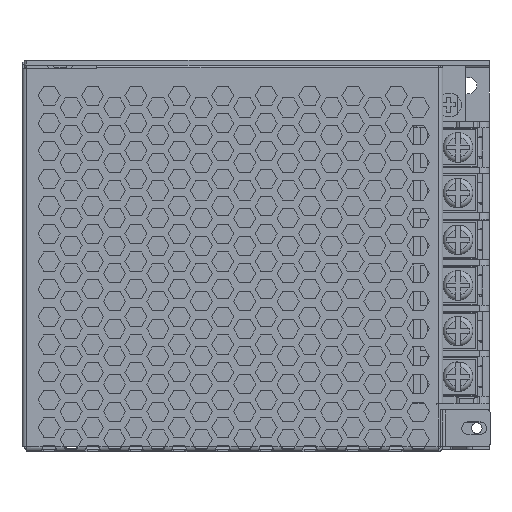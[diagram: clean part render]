
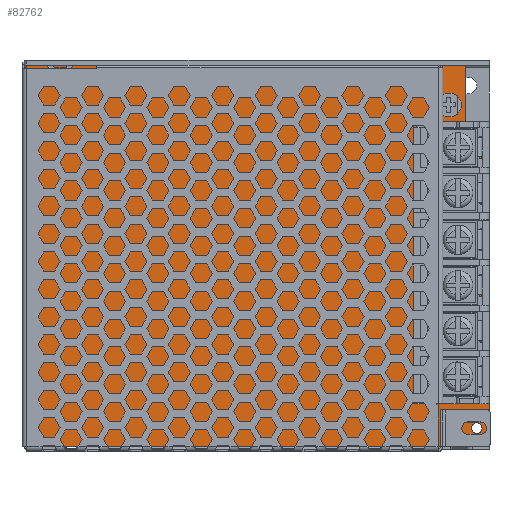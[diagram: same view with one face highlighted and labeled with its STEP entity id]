
A CAD part, top view. The second image highlights one B-rep face of the part: STEP entity #82762.
In plain terms, the highlighted planar face has unit normal (0, 0, 1).
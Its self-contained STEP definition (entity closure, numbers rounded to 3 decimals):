
#1801 = EDGE_CURVE ( 'NONE', #90983, #112920, #32546, .T. ) ;
#2656 = CIRCLE ( 'NONE', #29678, 2.5 ) ;
#4124 = DIRECTION ( 'NONE',  ( 0., 1., 0. ) ) ;
#6274 = ORIENTED_EDGE ( 'NONE', *, *, #1801, .T. ) ;
#6718 = ORIENTED_EDGE ( 'NONE', *, *, #69479, .F. ) ;
#7066 = DIRECTION ( 'NONE',  ( -1., 0., 0. ) ) ;
#8552 = VERTEX_POINT ( 'NONE', #90456 ) ;
#10361 = VERTEX_POINT ( 'NONE', #98068 ) ;
#12282 = DIRECTION ( 'NONE',  ( 1., 0., 0. ) ) ;
#12918 = CARTESIAN_POINT ( 'NONE',  ( -40., -48.5, 1.5 ) ) ;
#13668 = FACE_BOUND ( 'NONE', #28595, .T. ) ;
#15391 = CARTESIAN_POINT ( 'NONE',  ( -40., 43.5, 1.5 ) ) ;
#19267 = EDGE_CURVE ( 'NONE', #102863, #116469, #83364, .T. ) ;
#21233 = VECTOR ( 'NONE', #41343, 1000. ) ;
#22614 = LINE ( 'NONE', #59568, #21233 ) ;
#24721 = VECTOR ( 'NONE', #63701, 1000. ) ;
#25145 = CARTESIAN_POINT ( 'NONE',  ( 0., 0., 1.5 ) ) ;
#25226 = CARTESIAN_POINT ( 'NONE',  ( 40., 48.5, 1.5 ) ) ;
#25726 = DIRECTION ( 'NONE',  ( 0., 0., 1. ) ) ;
#26019 = EDGE_CURVE ( 'NONE', #118193, #90983, #22614, .T. ) ;
#26165 = CARTESIAN_POINT ( 'NONE',  ( -40., -48.5, 1.5 ) ) ;
#28012 = ORIENTED_EDGE ( 'NONE', *, *, #19267, .F. ) ;
#28480 = DIRECTION ( 'NONE',  ( 0., 0., 1. ) ) ;
#28595 = EDGE_LOOP ( 'NONE', ( #75504, #96199 ) ) ;
#29106 = AXIS2_PLACEMENT_3D ( 'NONE', #25145, #25726, #52394 ) ;
#29678 = AXIS2_PLACEMENT_3D ( 'NONE', #107381, #89273, #34853 ) ;
#30226 = EDGE_CURVE ( 'NONE', #49260, #118193, #54017, .T. ) ;
#32009 = CARTESIAN_POINT ( 'NONE',  ( -40., 43.5, 1.5 ) ) ;
#32546 = LINE ( 'NONE', #50115, #109853 ) ;
#33483 = EDGE_CURVE ( 'NONE', #49260, #102863, #41986, .T. ) ;
#34104 = DIRECTION ( 'NONE',  ( 1., 0., 0. ) ) ;
#34853 = DIRECTION ( 'NONE',  ( 1., 0., 0. ) ) ;
#41343 = DIRECTION ( 'NONE',  ( 1., 0., 0. ) ) ;
#41471 = FACE_BOUND ( 'NONE', #72959, .T. ) ;
#41986 = LINE ( 'NONE', #15391, #64051 ) ;
#45306 = DIRECTION ( 'NONE',  ( 1., 0., 0. ) ) ;
#46315 = CARTESIAN_POINT ( 'NONE',  ( 34.959, 45.85, 1.5 ) ) ;
#47711 = DIRECTION ( 'NONE',  ( 0., 0., 1. ) ) ;
#49260 = VERTEX_POINT ( 'NONE', #32009 ) ;
#50051 = VERTEX_POINT ( 'NONE', #91521 ) ;
#50088 = ORIENTED_EDGE ( 'NONE', *, *, #81014, .F. ) ;
#50115 = CARTESIAN_POINT ( 'NONE',  ( 40., -48.5, 1.5 ) ) ;
#51503 = EDGE_CURVE ( 'NONE', #10361, #50051, #70255, .T. ) ;
#52394 = DIRECTION ( 'NONE',  ( 1., 0., 0. ) ) ;
#53976 = ORIENTED_EDGE ( 'NONE', *, *, #26019, .T. ) ;
#54017 = LINE ( 'NONE', #26165, #24721 ) ;
#54252 = LINE ( 'NONE', #25226, #72473 ) ;
#54475 = EDGE_CURVE ( 'NONE', #112920, #116469, #54252, .T. ) ;
#54545 = CARTESIAN_POINT ( 'NONE',  ( -31.673, 40.088, 1.5 ) ) ;
#57539 = CARTESIAN_POINT ( 'NONE',  ( -28.243, 43.5, 1.5 ) ) ;
#58299 = DIRECTION ( 'NONE',  ( 0., 0., 1. ) ) ;
#58329 = EDGE_LOOP ( 'NONE', ( #28012, #110208, #80417, #53976, #6274, #67230 ) ) ;
#59568 = CARTESIAN_POINT ( 'NONE',  ( 40., -48.5, 1.5 ) ) ;
#62247 = CARTESIAN_POINT ( 'NONE',  ( -28.243, 48.5, 1.5 ) ) ;
#63701 = DIRECTION ( 'NONE',  ( 0., -1., 0. ) ) ;
#64051 = VECTOR ( 'NONE', #34104, 1000. ) ;
#67230 = ORIENTED_EDGE ( 'NONE', *, *, #54475, .T. ) ;
#69479 = EDGE_CURVE ( 'NONE', #8552, #101912, #113631, .T. ) ;
#70255 = CIRCLE ( 'NONE', #81798, 2.5 ) ;
#72473 = VECTOR ( 'NONE', #7066, 1000. ) ;
#72959 = EDGE_LOOP ( 'NONE', ( #50088, #6718 ) ) ;
#75504 = ORIENTED_EDGE ( 'NONE', *, *, #86729, .F. ) ;
#80417 = ORIENTED_EDGE ( 'NONE', *, *, #30226, .T. ) ;
#80597 = VECTOR ( 'NONE', #111710, 1000. ) ;
#81014 = EDGE_CURVE ( 'NONE', #101912, #8552, #113666, .T. ) ;
#81798 = AXIS2_PLACEMENT_3D ( 'NONE', #54545, #28480, #99282 ) ;
#82762 = ADVANCED_FACE ( 'NONE', ( #13668, #41471, #94737 ), #114588, .T. ) ;
#83364 = LINE ( 'NONE', #90651, #80597 ) ;
#83407 = CARTESIAN_POINT ( 'NONE',  ( 36.067, 45.85, 1.5 ) ) ;
#86729 = EDGE_CURVE ( 'NONE', #50051, #10361, #2656, .T. ) ;
#89273 = DIRECTION ( 'NONE',  ( 0., 0., 1. ) ) ;
#90456 = CARTESIAN_POINT ( 'NONE',  ( 37.175, 45.85, 1.5 ) ) ;
#90651 = CARTESIAN_POINT ( 'NONE',  ( -28.243, 43.5, 1.5 ) ) ;
#90983 = VERTEX_POINT ( 'NONE', #98318 ) ;
#91521 = CARTESIAN_POINT ( 'NONE',  ( -34.173, 40.088, 1.5 ) ) ;
#94737 = FACE_OUTER_BOUND ( 'NONE', #58329, .T. ) ;
#96199 = ORIENTED_EDGE ( 'NONE', *, *, #51503, .F. ) ;
#96635 = CARTESIAN_POINT ( 'NONE',  ( 40., 48.5, 1.5 ) ) ;
#98068 = CARTESIAN_POINT ( 'NONE',  ( -29.173, 40.088, 1.5 ) ) ;
#98318 = CARTESIAN_POINT ( 'NONE',  ( 40., -48.5, 1.5 ) ) ;
#99282 = DIRECTION ( 'NONE',  ( 1., 0., 0. ) ) ;
#101912 = VERTEX_POINT ( 'NONE', #46315 ) ;
#102863 = VERTEX_POINT ( 'NONE', #57539 ) ;
#104192 = CARTESIAN_POINT ( 'NONE',  ( 36.067, 45.85, 1.5 ) ) ;
#107381 = CARTESIAN_POINT ( 'NONE',  ( -31.673, 40.088, 1.5 ) ) ;
#109853 = VECTOR ( 'NONE', #4124, 1000. ) ;
#110208 = ORIENTED_EDGE ( 'NONE', *, *, #33483, .F. ) ;
#111674 = AXIS2_PLACEMENT_3D ( 'NONE', #83407, #47711, #45306 ) ;
#111710 = DIRECTION ( 'NONE',  ( 0., 1., 0. ) ) ;
#112920 = VERTEX_POINT ( 'NONE', #96635 ) ;
#113631 = CIRCLE ( 'NONE', #119411, 1.108 ) ;
#113666 = CIRCLE ( 'NONE', #111674, 1.108 ) ;
#114588 = PLANE ( 'NONE',  #29106 ) ;
#116469 = VERTEX_POINT ( 'NONE', #62247 ) ;
#118193 = VERTEX_POINT ( 'NONE', #12918 ) ;
#119411 = AXIS2_PLACEMENT_3D ( 'NONE', #104192, #58299, #12282 ) ;
